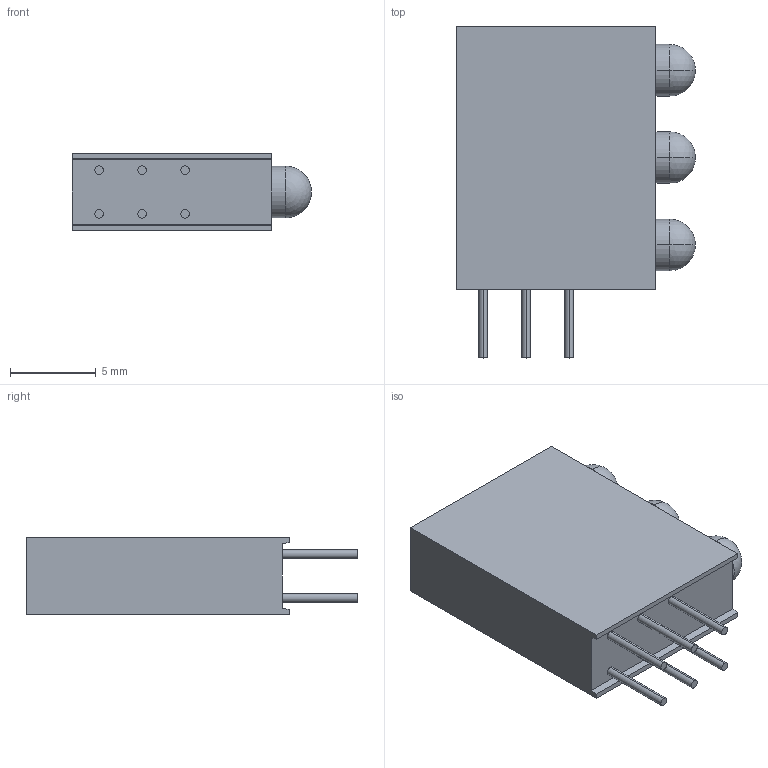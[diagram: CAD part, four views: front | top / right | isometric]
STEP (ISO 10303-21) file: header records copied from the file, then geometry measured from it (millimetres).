
FILE_DESCRIPTION (( 'STEP AP214' ), '1' );
FILE_NAME ('LH33K010F-HTS.STEP', '2025-04-16T18:41:00', ( '' ), ( '' ), 'SwSTEP 2.0', 'SolidWorks 2020', '' );
FILE_SCHEMA (( 'AUTOMOTIVE_DESIGN' ));
Length unit declared in the file: millimetre
Products named in the file (1): LH33K010F-HTS
Bounding box: 13.9 x 19.3 x 4.5 mm (x, y, z)
Volume: 824.2 mm3; surface area: 687.1 mm2
Topology: 1 solids, 1 shells, 40 faces, 96 edges, 61 vertices
Faces by surface type: cylinder 18, plane 16, sphere 6
Entity records: 1252 total; most frequent: DIRECTION 208, CARTESIAN_POINT 180, ORIENTED_EDGE 168, EDGE_CURVE 84, AXIS2_PLACEMENT_3D 83, VERTEX_POINT 55, EDGE_LOOP 49, VECTOR 42
